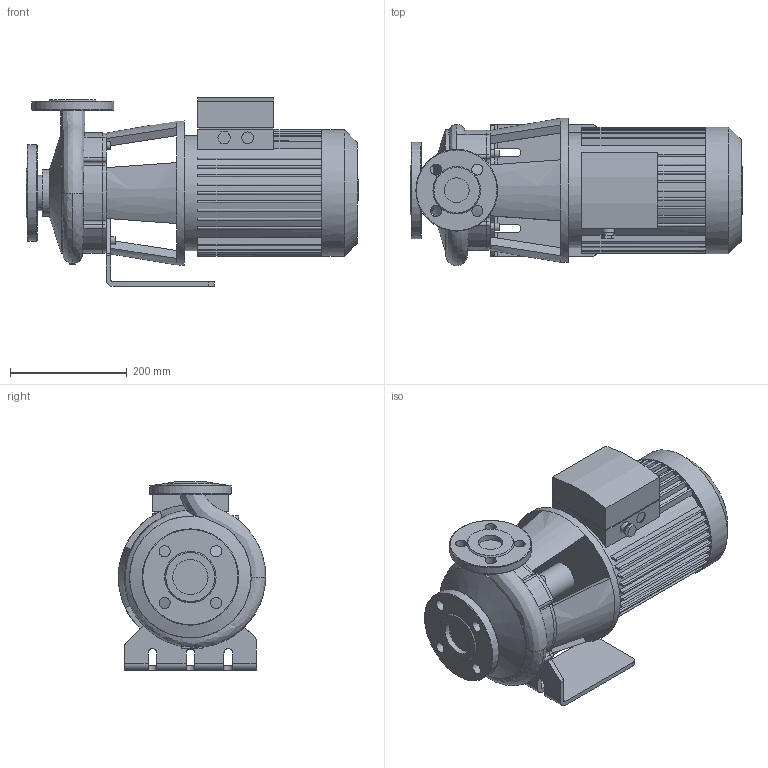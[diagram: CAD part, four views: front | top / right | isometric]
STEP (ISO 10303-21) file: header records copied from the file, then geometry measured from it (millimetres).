
FILE_DESCRIPTION(/* description */ (''),/* implementation_level */ '2;1');
FILE_NAME(/* name */ '3d_BL32_150-3_2-2121126.stp',/* time_stamp */ '2017-11-06T15:07:54+01:00',/* author */ ('Andrzej'),/* organization */ (''),/* preprocessor_version */ 'ST-DEVELOPER v16.13',/* originating_system */ 'AutoCAD Mechanical',/* authorisation */ '');
FILE_SCHEMA (('AUTOMOTIVE_DESIGN { 1 0 10303 214 3 1 1 }'));
Length unit declared in the file: millimetre
Products named in the file (1): Product
Bounding box: 568.5 x 252.5 x 323.59 mm (x, y, z)
Volume: 16996638.3 mm3; surface area: 1070482.4 mm2
Topology: 9 solids, 9 shells, 466 faces, 1264 edges, 821 vertices
Faces by surface type: plane 273, cylinder 145, bspline 32, torus 8, cone 8
Full cylindrical faces by diameter (mm): 9 x4, 13 x4, 16 x1, 19 x8, 20 x4, 42.4 x1, 50 x1, 60.3 x2, 80.3 x1, 140 x1, 165 x1, 197 x1, 217 x1, 247 x1
Entity records: 17001 total; most frequent: CARTESIAN_POINT 5260, DIRECTION 2431, ORIENTED_EDGE 2424, EDGE_CURVE 1212, AXIS2_PLACEMENT_3D 880, VERTEX_POINT 812, LINE 671, VECTOR 671
